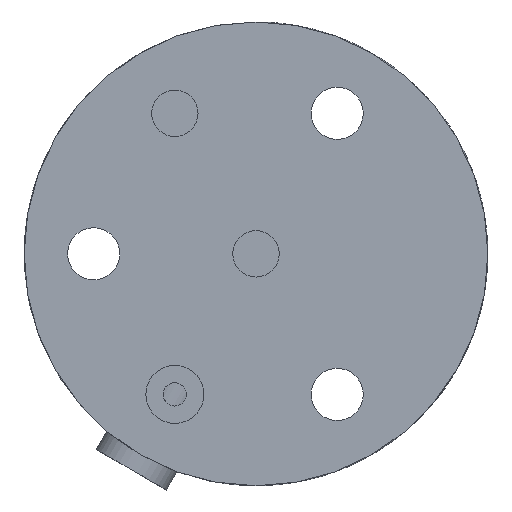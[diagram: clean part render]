
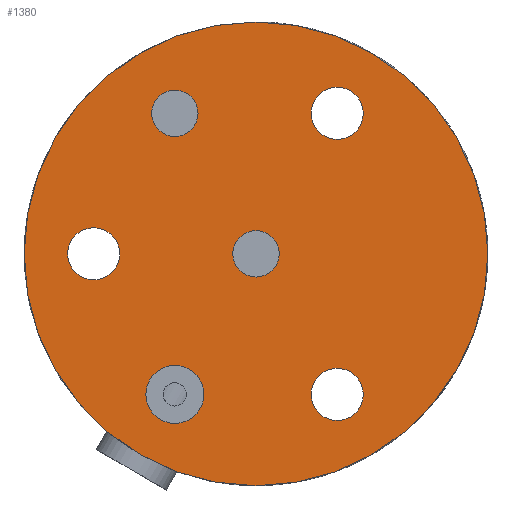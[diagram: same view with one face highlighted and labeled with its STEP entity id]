
A CAD part, front view. The second image highlights one B-rep face of the part: STEP entity #1380.
In plain terms, the highlighted planar face has unit normal (0, -1, 0).
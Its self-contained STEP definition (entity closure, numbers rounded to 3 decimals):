
#246=CARTESIAN_POINT('',(0.,0.,0.));
#247=DIRECTION('',(0.,-1.,0.));
#248=DIRECTION('',(0.,0.,-1.));
#249=AXIS2_PLACEMENT_3D('',#246,#247,#248);
#254=CARTESIAN_POINT('',(0.,0.,0.));
#255=DIRECTION('',(0.,-1.,0.));
#256=DIRECTION('',(0.,0.,1.));
#257=AXIS2_PLACEMENT_3D('',#254,#255,#256);
#262=CARTESIAN_POINT('',(-14.,0.,-24.249));
#263=DIRECTION('',(0.,1.,0.));
#264=DIRECTION('',(0.,0.,1.));
#265=AXIS2_PLACEMENT_3D('',#262,#263,#264);
#270=CARTESIAN_POINT('',(-14.,0.,-24.249));
#271=DIRECTION('',(0.,1.,0.));
#272=DIRECTION('',(0.,0.,-1.));
#273=AXIS2_PLACEMENT_3D('',#270,#271,#272);
#278=CARTESIAN_POINT('',(-14.,0.,24.249));
#279=DIRECTION('',(0.,1.,0.));
#280=DIRECTION('',(0.,0.,1.));
#281=AXIS2_PLACEMENT_3D('',#278,#279,#280);
#286=CARTESIAN_POINT('',(-14.,0.,24.249));
#287=DIRECTION('',(0.,1.,0.));
#288=DIRECTION('',(0.,0.,-1.));
#289=AXIS2_PLACEMENT_3D('',#286,#287,#288);
#294=CARTESIAN_POINT('',(14.,0.,24.249));
#295=DIRECTION('',(0.,1.,0.));
#296=DIRECTION('',(0.,0.,1.));
#297=AXIS2_PLACEMENT_3D('',#294,#295,#296);
#302=CARTESIAN_POINT('',(14.,0.,24.249));
#303=DIRECTION('',(0.,1.,0.));
#304=DIRECTION('',(0.,0.,-1.));
#305=AXIS2_PLACEMENT_3D('',#302,#303,#304);
#310=CARTESIAN_POINT('',(0.,0.,0.));
#311=DIRECTION('',(0.,1.,0.));
#312=DIRECTION('',(0.,0.,1.));
#313=AXIS2_PLACEMENT_3D('',#310,#311,#312);
#318=CARTESIAN_POINT('',(0.,0.,0.));
#319=DIRECTION('',(0.,1.,0.));
#320=DIRECTION('',(0.,0.,-1.));
#321=AXIS2_PLACEMENT_3D('',#318,#319,#320);
#326=CARTESIAN_POINT('',(-28.,0.,0.));
#327=DIRECTION('',(0.,1.,0.));
#328=DIRECTION('',(0.,0.,1.));
#329=AXIS2_PLACEMENT_3D('',#326,#327,#328);
#334=CARTESIAN_POINT('',(-28.,0.,0.));
#335=DIRECTION('',(0.,1.,0.));
#336=DIRECTION('',(0.,0.,-1.));
#337=AXIS2_PLACEMENT_3D('',#334,#335,#336);
#342=CARTESIAN_POINT('',(14.,0.,-24.249));
#343=DIRECTION('',(0.,1.,0.));
#344=DIRECTION('',(0.,0.,1.));
#345=AXIS2_PLACEMENT_3D('',#342,#343,#344);
#350=CARTESIAN_POINT('',(14.,0.,-24.249));
#351=DIRECTION('',(0.,1.,0.));
#352=DIRECTION('',(0.,0.,-1.));
#353=AXIS2_PLACEMENT_3D('',#350,#351,#352);
#1061=CARTESIAN_POINT('',(0.,0.,-4.));
#1062=CARTESIAN_POINT('',(0.,0.,4.));
#1063=VERTEX_POINT('',#1061);
#1064=VERTEX_POINT('',#1062);
#1079=CARTESIAN_POINT('',(-14.,0.,28.249));
#1080=CARTESIAN_POINT('',(-14.,0.,20.249));
#1081=VERTEX_POINT('',#1079);
#1082=VERTEX_POINT('',#1080);
#1106=CARTESIAN_POINT('',(-14.,0.,-29.249));
#1107=CARTESIAN_POINT('',(-14.,0.,-19.249));
#1108=VERTEX_POINT('',#1106);
#1109=VERTEX_POINT('',#1107);
#1118=CARTESIAN_POINT('',(-28.,0.,4.5));
#1119=VERTEX_POINT('',#1118);
#1120=CARTESIAN_POINT('',(0.,0.,40.));
#1121=CARTESIAN_POINT('',(0.,0.,-40.));
#1122=VERTEX_POINT('',#1120);
#1123=VERTEX_POINT('',#1121);
#1126=CARTESIAN_POINT('',(14.,0.,-28.749));
#1127=CARTESIAN_POINT('',(14.,0.,-19.749));
#1128=VERTEX_POINT('',#1126);
#1129=VERTEX_POINT('',#1127);
#1164=CARTESIAN_POINT('',(14.,0.,19.749));
#1165=VERTEX_POINT('',#1164);
#1168=CARTESIAN_POINT('',(-28.,0.,-4.5));
#1169=VERTEX_POINT('',#1168);
#1184=CARTESIAN_POINT('',(14.,0.,28.749));
#1185=VERTEX_POINT('',#1184);
#1335=CARTESIAN_POINT('',(40.,0.,0.));
#1336=DIRECTION('',(0.,1.,0.));
#1337=DIRECTION('',(0.,0.,1.));
#1338=AXIS2_PLACEMENT_3D('',#1335,#1336,#1337);
#1339=PLANE('',#1338);
#1340=ORIENTED_EDGE('',*,*,#1324,.F.);
#1341=ORIENTED_EDGE('',*,*,#1314,.F.);
#1342=EDGE_LOOP('',(#1340,#1341));
#1343=FACE_OUTER_BOUND('',#1342,.F.);
#1345=ORIENTED_EDGE('',*,*,#1344,.F.);
#1347=ORIENTED_EDGE('',*,*,#1346,.F.);
#1348=EDGE_LOOP('',(#1345,#1347));
#1349=FACE_BOUND('',#1348,.F.);
#1351=ORIENTED_EDGE('',*,*,#1350,.F.);
#1353=ORIENTED_EDGE('',*,*,#1352,.F.);
#1354=EDGE_LOOP('',(#1351,#1353));
#1355=FACE_BOUND('',#1354,.F.);
#1357=ORIENTED_EDGE('',*,*,#1356,.F.);
#1359=ORIENTED_EDGE('',*,*,#1358,.F.);
#1360=EDGE_LOOP('',(#1357,#1359));
#1361=FACE_BOUND('',#1360,.F.);
#1363=ORIENTED_EDGE('',*,*,#1362,.F.);
#1365=ORIENTED_EDGE('',*,*,#1364,.F.);
#1366=EDGE_LOOP('',(#1363,#1365));
#1367=FACE_BOUND('',#1366,.F.);
#1369=ORIENTED_EDGE('',*,*,#1368,.F.);
#1371=ORIENTED_EDGE('',*,*,#1370,.F.);
#1372=EDGE_LOOP('',(#1369,#1371));
#1373=FACE_BOUND('',#1372,.F.);
#1375=ORIENTED_EDGE('',*,*,#1374,.F.);
#1377=ORIENTED_EDGE('',*,*,#1376,.F.);
#1378=EDGE_LOOP('',(#1375,#1377));
#1379=FACE_BOUND('',#1378,.F.);
#1380=ADVANCED_FACE('',(#1343,#1349,#1355,#1361,#1367,#1373,#1379),#1339,.F.);
#250=CIRCLE('',#249,40.);
#258=CIRCLE('',#257,40.);
#266=CIRCLE('',#265,5.);
#274=CIRCLE('',#273,5.);
#282=CIRCLE('',#281,4.);
#290=CIRCLE('',#289,4.);
#298=CIRCLE('',#297,4.5);
#306=CIRCLE('',#305,4.5);
#314=CIRCLE('',#313,4.);
#322=CIRCLE('',#321,4.);
#330=CIRCLE('',#329,4.5);
#338=CIRCLE('',#337,4.5);
#346=CIRCLE('',#345,4.5);
#354=CIRCLE('',#353,4.5);
#1314=EDGE_CURVE('',#1122,#1123,#258,.T.);
#1324=EDGE_CURVE('',#1123,#1122,#250,.T.);
#1344=EDGE_CURVE('',#1109,#1108,#266,.T.);
#1346=EDGE_CURVE('',#1108,#1109,#274,.T.);
#1350=EDGE_CURVE('',#1081,#1082,#282,.T.);
#1352=EDGE_CURVE('',#1082,#1081,#290,.T.);
#1356=EDGE_CURVE('',#1185,#1165,#298,.T.);
#1358=EDGE_CURVE('',#1165,#1185,#306,.T.);
#1362=EDGE_CURVE('',#1064,#1063,#314,.T.);
#1364=EDGE_CURVE('',#1063,#1064,#322,.T.);
#1368=EDGE_CURVE('',#1119,#1169,#330,.T.);
#1370=EDGE_CURVE('',#1169,#1119,#338,.T.);
#1374=EDGE_CURVE('',#1129,#1128,#346,.T.);
#1376=EDGE_CURVE('',#1128,#1129,#354,.T.);
